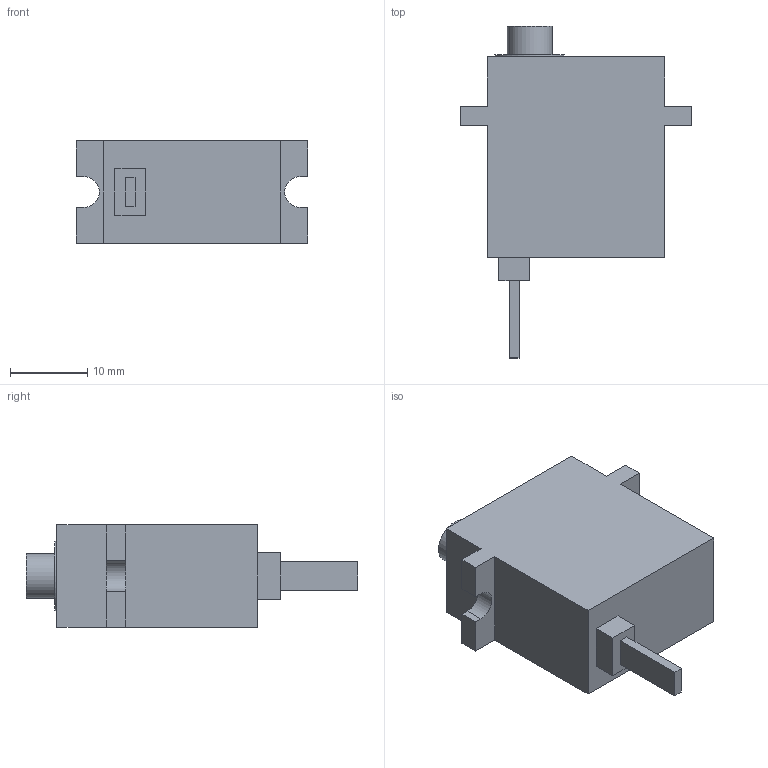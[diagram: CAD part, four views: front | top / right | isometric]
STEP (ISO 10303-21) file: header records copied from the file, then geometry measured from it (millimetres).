
FILE_DESCRIPTION(/* description */ (''),/* implementation_level */ '2;1');
FILE_NAME(/* name */ '2d9f0357-f502-4ae5-aab3-3668985a600f.stp',/* time_stamp */ '2024-05-05T18:58:51Z',/* author */ (''),/* organization */ (''),/* preprocessor_version */ 'ST-DEVELOPER v20',/* originating_system */ 'Autodesk Translation Framework v13.8.0.96',/* authorisation */ '');
FILE_SCHEMA (('AUTOMOTIVE_DESIGN { 1 0 10303 214 3 1 1 }'));
Length unit declared in the file: millimetre
Products named in the file (1): 7kg Servo
Bounding box: 30 x 43 x 13.25 mm (x, y, z)
Volume: 8337.8 mm3; surface area: 2930.7 mm2
Topology: 1 solids, 1 shells, 36 faces, 90 edges, 60 vertices
Faces by surface type: plane 32, cylinder 4
Full cylindrical faces by diameter (mm): 5.8 x1, 9 x1
Entity records: 1095 total; most frequent: CARTESIAN_POINT 187, ORIENTED_EDGE 180, DIRECTION 172, EDGE_CURVE 90, LINE 82, VECTOR 82, VERTEX_POINT 60, AXIS2_PLACEMENT_3D 45
